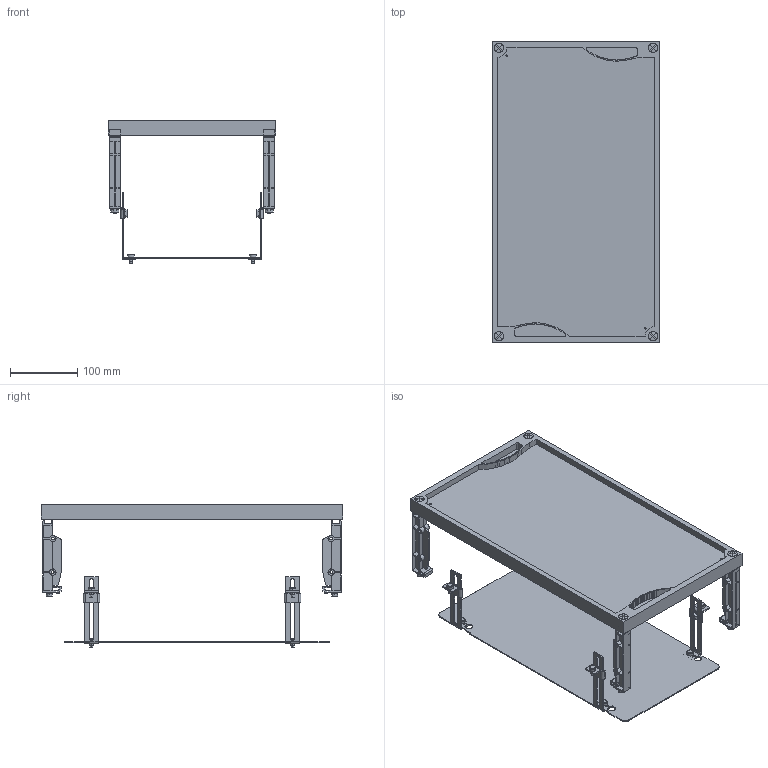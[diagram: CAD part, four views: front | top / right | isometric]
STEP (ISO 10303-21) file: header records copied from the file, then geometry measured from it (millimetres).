
FILE_DESCRIPTION(('STEP AP214'),'1');
FILE_NAME('cctmp_55299435-C5DD-4DB8-B827-F2911203B601_2023_07_22_14_10_15_0020..stp','2023-07-22T12:10:17',('SIEMENS A&D'),('CADClick - www.CADClick.com'),'Spatial InterOp 3D postprocessed',' ','unknown authorization');
FILE_SCHEMA(('AUTOMOTIVE_DESIGN'));
Length unit declared in the file: millimetre
Products named in the file (31): cc_unnamed; 2023_07_22_14_10_14_0961; 2023_07_22_14_10_14_0957; 2023_07_22_14_10_14_0953; 2023_07_22_14_10_14_0949; 2023_07_22_14_10_14_0945; 2023_07_22_14_10_14_0941; 2023_07_22_14_10_14_0937; 2023_07_22_14_10_14_0933; 2023_07_22_14_10_14_0929; 2023_07_22_14_10_14_0925; 2023_07_22_14_10_14_0921; 2023_07_22_14_10_14_0917; 2023_07_22_14_10_14_0913; 2023_07_22_14_10_14_0910; 2023_07_22_14_10_14_0906; 2023_07_22_14_10_14_0902; 2023_07_22_14_10_14_0898; 2023_07_22_14_10_14_0894; 2023_07_22_14_10_14_0890; 2023_07_22_14_10_14_0886; 2023_07_22_14_10_14_0882; 2023_07_22_14_10_14_0878; 2023_07_22_14_10_14_0874; 2023_07_22_14_10_14_0870; 2023_07_22_14_10_14_0866; 2023_07_22_14_10_14_0862; 2023_07_22_14_10_14_0858; 2023_07_22_14_10_14_0854; 2023_07_22_14_10_14_0850; 2023_07_22_14_10_14_0846
Assembly tree (30 placements, depth 2):
  cc_unnamed
    2023_07_22_14_10_14_0961
    2023_07_22_14_10_14_0957
    2023_07_22_14_10_14_0953
    2023_07_22_14_10_14_0949
    2023_07_22_14_10_14_0945
    2023_07_22_14_10_14_0941
    2023_07_22_14_10_14_0937
    2023_07_22_14_10_14_0933
    2023_07_22_14_10_14_0929
    2023_07_22_14_10_14_0925
    2023_07_22_14_10_14_0921
    2023_07_22_14_10_14_0917
    2023_07_22_14_10_14_0913
    2023_07_22_14_10_14_0910
    2023_07_22_14_10_14_0906
    2023_07_22_14_10_14_0902
    2023_07_22_14_10_14_0898
    2023_07_22_14_10_14_0894
    2023_07_22_14_10_14_0890
    2023_07_22_14_10_14_0886
    2023_07_22_14_10_14_0882
    2023_07_22_14_10_14_0878
    2023_07_22_14_10_14_0874
    2023_07_22_14_10_14_0870
    2023_07_22_14_10_14_0866
    2023_07_22_14_10_14_0862
    2023_07_22_14_10_14_0858
    2023_07_22_14_10_14_0854
    2023_07_22_14_10_14_0850
    2023_07_22_14_10_14_0846
Bounding box: 250 x 450 x 214.43 mm (x, y, z)
Volume: 830763.1 mm3; surface area: 547875 mm2
Topology: 30 solids, 30 shells, 1554 faces, 4176 edges, 2744 vertices
Faces by surface type: plane 1092, cylinder 374, cone 56, torus 32
Entity records: 54257 total; most frequent: CARTESIAN_POINT 9105, ORIENTED_EDGE 8352, DIRECTION 8214, EDGE_CURVE 4176, LINE 3068, VECTOR 3068, VERTEX_POINT 2744, AXIS2_PLACEMENT_3D 2573
